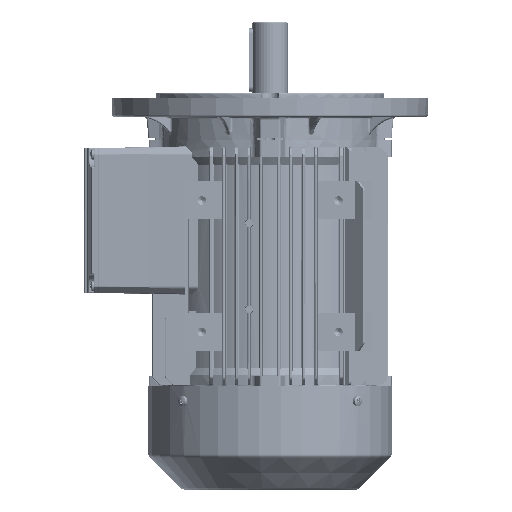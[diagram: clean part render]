
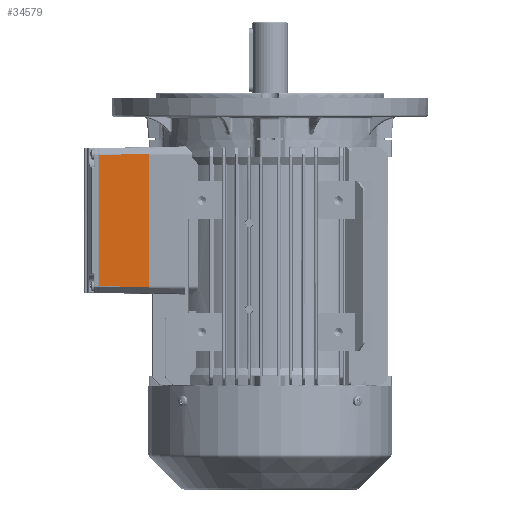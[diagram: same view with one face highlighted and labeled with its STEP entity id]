
A CAD part, left-side view. The second image highlights one B-rep face of the part: STEP entity #34579.
In plain terms, the highlighted planar face has unit normal (-1, 0.009, 0).
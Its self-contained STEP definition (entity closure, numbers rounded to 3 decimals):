
#3014 = FACE_OUTER_BOUND ( 'NONE', #199441, .T. ) ;
#7664 = EDGE_CURVE ( 'NONE', #145043, #56643, #92958, .T. ) ;
#8027 = LINE ( 'NONE', #181781, #129036 ) ;
#9897 = VERTEX_POINT ( 'NONE', #86995 ) ;
#10843 = DIRECTION ( 'NONE',  ( 0., 0., -1. ) ) ;
#13945 = EDGE_CURVE ( 'NONE', #32396, #80667, #191453, .T. ) ;
#14825 = CARTESIAN_POINT ( 'NONE',  ( -57.849, 96., 193.65 ) ) ;
#15858 = DIRECTION ( 'NONE',  ( 0., 0., -1. ) ) ;
#17008 = AXIS2_PLACEMENT_3D ( 'NONE', #63760, #143251, #18739 ) ;
#18739 = DIRECTION ( 'NONE',  ( -0.009, -1., 0. ) ) ;
#28114 = VECTOR ( 'NONE', #15858, 1000. ) ;
#32396 = VERTEX_POINT ( 'NONE', #76165 ) ;
#34579 = ADVANCED_FACE ( 'NONE', ( #3014 ), #194594, .T. ) ;
#35200 = LINE ( 'NONE', #147143, #85271 ) ;
#40599 = VECTOR ( 'NONE', #76385, 1000. ) ;
#42668 = CARTESIAN_POINT ( 'NONE',  ( -57.849, 96., 188.38 ) ) ;
#44635 = VECTOR ( 'NONE', #10843, 1000. ) ;
#45580 = CARTESIAN_POINT ( 'NONE',  ( -57.849, 96., 83.92 ) ) ;
#49085 = ORIENTED_EDGE ( 'NONE', *, *, #164877, .F. ) ;
#54777 = CARTESIAN_POINT ( 'NONE',  ( -57.849, 96., 193.65 ) ) ;
#56643 = VERTEX_POINT ( 'NONE', #162670 ) ;
#61652 = CARTESIAN_POINT ( 'NONE',  ( -57.849, 96., 193.65 ) ) ;
#63760 = CARTESIAN_POINT ( 'NONE',  ( -57.5, 136., 188.65 ) ) ;
#67679 = DIRECTION ( 'NONE',  ( -0.009, -1., -0.004 ) ) ;
#73284 = CARTESIAN_POINT ( 'NONE',  ( -57.849, 96., 188.232 ) ) ;
#76165 = CARTESIAN_POINT ( 'NONE',  ( -57.849, 96., 84.068 ) ) ;
#76259 = DIRECTION ( 'NONE',  ( 0.009, 1., -0.004 ) ) ;
#76385 = DIRECTION ( 'NONE',  ( 0., 0., -1. ) ) ;
#77657 = LINE ( 'NONE', #14825, #28114 ) ;
#78517 = EDGE_CURVE ( 'NONE', #9897, #80667, #35200, .T. ) ;
#80667 = VERTEX_POINT ( 'NONE', #45580 ) ;
#85271 = VECTOR ( 'NONE', #67679, 1000. ) ;
#86995 = CARTESIAN_POINT ( 'NONE',  ( -57.504, 135.504, 84.062 ) ) ;
#89596 = EDGE_CURVE ( 'NONE', #103905, #32396, #77657, .T. ) ;
#92958 = LINE ( 'NONE', #139012, #195638 ) ;
#103905 = VERTEX_POINT ( 'NONE', #73284 ) ;
#113004 = ORIENTED_EDGE ( 'NONE', *, *, #166499, .T. ) ;
#129036 = VECTOR ( 'NONE', #132573, 1000. ) ;
#130526 = ORIENTED_EDGE ( 'NONE', *, *, #13945, .F. ) ;
#132573 = DIRECTION ( 'NONE',  ( 0., 0., -1. ) ) ;
#132745 = ORIENTED_EDGE ( 'NONE', *, *, #78517, .T. ) ;
#139012 = CARTESIAN_POINT ( 'NONE',  ( -57.5, 135.999, 188.236 ) ) ;
#143251 = DIRECTION ( 'NONE',  ( -1., 0.009, 0. ) ) ;
#145043 = VERTEX_POINT ( 'NONE', #42668 ) ;
#147143 = CARTESIAN_POINT ( 'NONE',  ( -57.497, 136.378, 84.066 ) ) ;
#155535 = ORIENTED_EDGE ( 'NONE', *, *, #7664, .T. ) ;
#162670 = CARTESIAN_POINT ( 'NONE',  ( -57.504, 135.504, 188.238 ) ) ;
#164877 = EDGE_CURVE ( 'NONE', #145043, #103905, #170890, .T. ) ;
#166499 = EDGE_CURVE ( 'NONE', #56643, #9897, #8027, .T. ) ;
#170890 = LINE ( 'NONE', #54777, #44635 ) ;
#181781 = CARTESIAN_POINT ( 'NONE',  ( -57.504, 135.504, 84.064 ) ) ;
#191453 = LINE ( 'NONE', #61652, #40599 ) ;
#194348 = ORIENTED_EDGE ( 'NONE', *, *, #89596, .F. ) ;
#194594 = PLANE ( 'NONE',  #17008 ) ;
#195638 = VECTOR ( 'NONE', #76259, 1000. ) ;
#199441 = EDGE_LOOP ( 'NONE', ( #155535, #113004, #132745, #130526, #194348, #49085 ) ) ;
